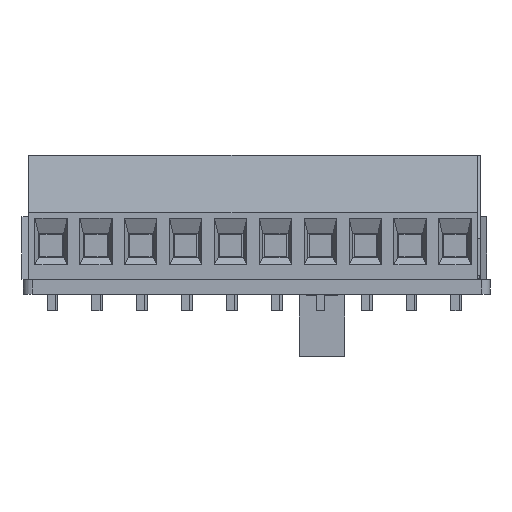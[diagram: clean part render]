
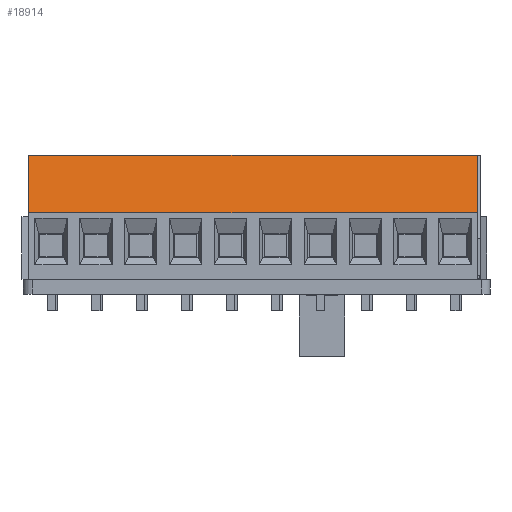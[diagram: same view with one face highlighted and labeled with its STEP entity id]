
A CAD part, front view. The second image highlights one B-rep face of the part: STEP entity #18914.
In plain terms, the highlighted planar face has unit normal (0, -0.974, 0.228).
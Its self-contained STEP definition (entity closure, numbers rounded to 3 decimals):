
#18822 = EDGE_CURVE('',#18823,#18825,#18827,.T.);
#18823 = VERTEX_POINT('',#18824);
#18824 = CARTESIAN_POINT('',(-2.5,-2.6,13.8));
#18825 = VERTEX_POINT('',#18826);
#18826 = CARTESIAN_POINT('',(-2.5,-4.1,7.4));
#18827 = LINE('',#18828,#18829);
#18828 = CARTESIAN_POINT('',(-2.5,-2.6,13.8));
#18829 = VECTOR('',#18830,1.);
#18830 = DIRECTION('',(0.,-0.228,-0.974));
#18914 = ADVANCED_FACE('',(#18915),#18940,.F.);
#18915 = FACE_BOUND('',#18916,.F.);
#18916 = EDGE_LOOP('',(#18917,#18925,#18933,#18939));
#18917 = ORIENTED_EDGE('',*,*,#18918,.T.);
#18918 = EDGE_CURVE('',#18823,#18919,#18921,.T.);
#18919 = VERTEX_POINT('',#18920);
#18920 = CARTESIAN_POINT('',(47.5,-2.6,13.8));
#18921 = LINE('',#18922,#18923);
#18922 = CARTESIAN_POINT('',(-2.5,-2.6,13.8));
#18923 = VECTOR('',#18924,1.);
#18924 = DIRECTION('',(1.,0.,0.));
#18925 = ORIENTED_EDGE('',*,*,#18926,.T.);
#18926 = EDGE_CURVE('',#18919,#18927,#18929,.T.);
#18927 = VERTEX_POINT('',#18928);
#18928 = CARTESIAN_POINT('',(47.5,-4.1,7.4));
#18929 = LINE('',#18930,#18931);
#18930 = CARTESIAN_POINT('',(47.5,-2.6,13.8));
#18931 = VECTOR('',#18932,1.);
#18932 = DIRECTION('',(0.,-0.228,-0.974));
#18933 = ORIENTED_EDGE('',*,*,#18934,.F.);
#18934 = EDGE_CURVE('',#18825,#18927,#18935,.T.);
#18935 = LINE('',#18936,#18937);
#18936 = CARTESIAN_POINT('',(-2.5,-4.1,7.4));
#18937 = VECTOR('',#18938,1.);
#18938 = DIRECTION('',(1.,0.,0.));
#18939 = ORIENTED_EDGE('',*,*,#18822,.F.);
#18940 = PLANE('',#18941);
#18941 = AXIS2_PLACEMENT_3D('',#18942,#18943,#18944);
#18942 = CARTESIAN_POINT('',(-2.5,-2.6,13.8));
#18943 = DIRECTION('',(0.,0.974,-0.228));
#18944 = DIRECTION('',(0.,-0.228,-0.974));
